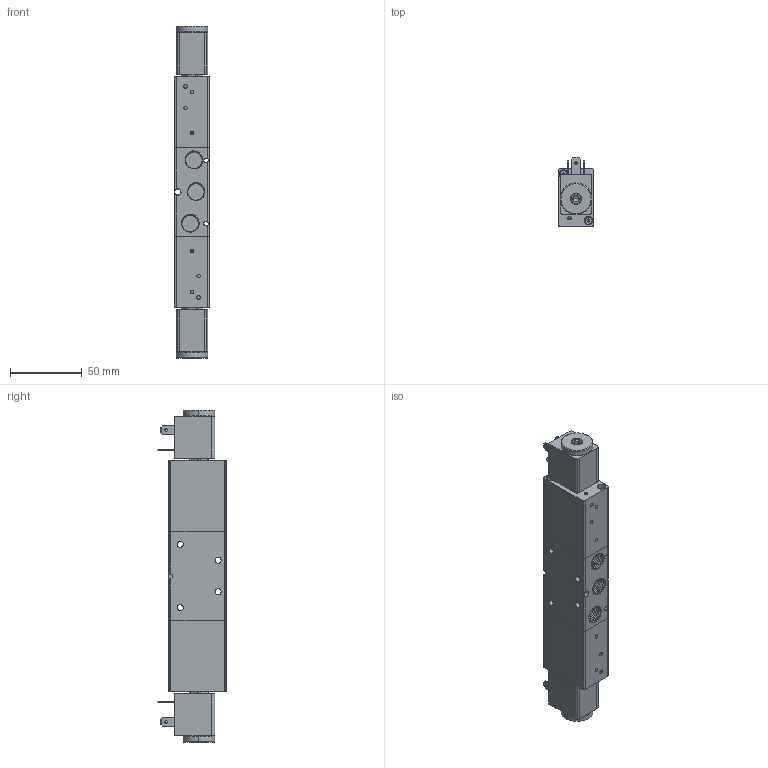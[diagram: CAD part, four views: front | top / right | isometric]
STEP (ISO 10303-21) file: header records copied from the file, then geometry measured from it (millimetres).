
FILE_DESCRIPTION((''),'2;1');
FILE_NAME('01_021_3.stp','2003-01-03T00:29:29',('Branislav Petkovic'),('AZ Pneumatica'),'AutoCAD STEP 2000i','AutoCAD 2000i','Via J. F. Kennedy, 26, 20020 Misinto (MI), ITALY');
FILE_SCHEMA(('CONFIG_CONTROL_DESIGN'));
Length unit declared in the file: millimetre
Products named in the file (9): 01_021_3; 522 TELO; PART1; X22 KOTVA DUGA; PART2; STEZAC; PODLOSKA; MAGNET; PART1A
Assembly tree (10 placements, depth 3):
  01_021_3
    522 TELO
      PART1
    X22 KOTVA DUGA  x2
      PART2
      STEZAC
      PODLOSKA
    MAGNET  x2
      PART1A
Bounding box: 25 x 48.09 x 231 mm (x, y, z)
Surface area: 49809.9 mm2 (no closed solid volume)
Topology: 0 solids, 19 shells, 732 faces, 1865 edges, 1163 vertices
Faces by surface type: cylinder 357, plane 225, cone 100, bspline 18, sphere 16, torus 16
Entity records: 28963 total; most frequent: CARTESIAN_POINT 17564, ORIENTED_EDGE 2470, DIRECTION 2120, EDGE_CURVE 1235, VERTEX_POINT 801, AXIS2_PLACEMENT_3D 796, EDGE_LOOP 538, VECTOR 528
